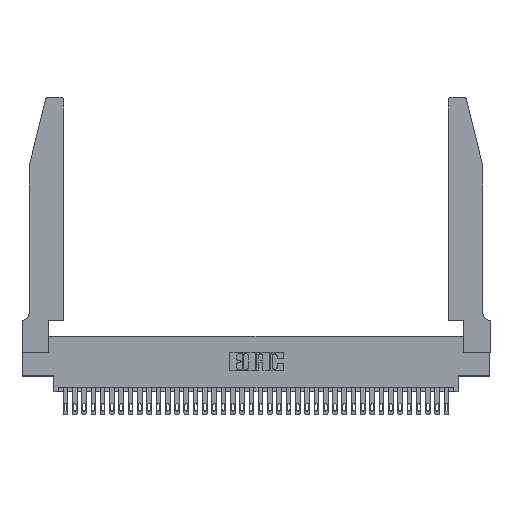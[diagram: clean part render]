
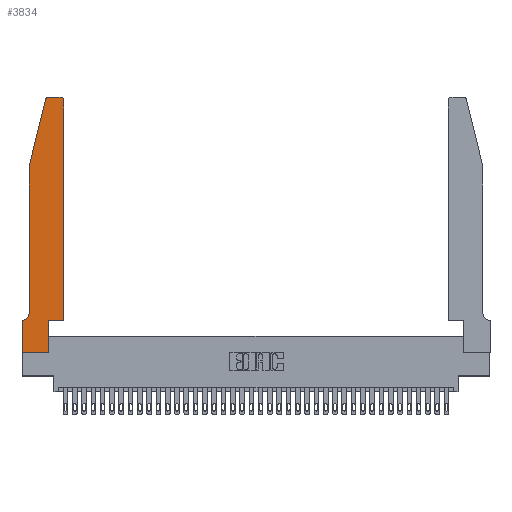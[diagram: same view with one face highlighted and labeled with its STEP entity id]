
A CAD part, top view. The second image highlights one B-rep face of the part: STEP entity #3834.
In plain terms, the highlighted planar face has unit normal (0, 0, 1).
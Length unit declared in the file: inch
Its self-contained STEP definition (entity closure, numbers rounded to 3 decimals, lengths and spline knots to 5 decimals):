
#169 = EDGE_CURVE ( 'NONE', #3005, #28159, #13703, .T. ) ;
#419 = ORIENTED_EDGE ( 'NONE', *, *, #27409, .T. ) ;
#683 = EDGE_CURVE ( 'NONE', #37179, #16780, #11356, .T. ) ;
#743 = LINE ( 'NONE', #36283, #31790 ) ;
#797 = VERTEX_POINT ( 'NONE', #21205 ) ;
#1882 = EDGE_CURVE ( 'NONE', #16935, #2656, #11734, .T. ) ;
#2243 = CARTESIAN_POINT ( 'NONE',  ( 0.0755, 2., 0.37 ) ) ;
#2251 = ORIENTED_EDGE ( 'NONE', *, *, #35391, .T. ) ;
#2387 = DIRECTION ( 'NONE',  ( 0., 0., 1. ) ) ;
#2497 = CARTESIAN_POINT ( 'NONE',  ( 0.4505, 0.35, 0.37 ) ) ;
#2554 = LINE ( 'NONE', #22205, #9402 ) ;
#2656 = VERTEX_POINT ( 'NONE', #18081 ) ;
#3005 = VERTEX_POINT ( 'NONE', #2243 ) ;
#3162 = VERTEX_POINT ( 'NONE', #18755 ) ;
#3834 = ADVANCED_FACE ( 'NONE', ( #9337 ), #14003, .T. ) ;
#4041 = CARTESIAN_POINT ( 'NONE',  ( 0.0055, 0.35, 0.37 ) ) ;
#4374 = CARTESIAN_POINT ( 'NONE',  ( 0.25487, 2.72718, 0.37 ) ) ;
#4570 = VECTOR ( 'NONE', #29428, 39.37008 ) ;
#5308 = CARTESIAN_POINT ( 'NONE',  ( 0.0055, 0.42, 0.37 ) ) ;
#6946 = EDGE_CURVE ( 'NONE', #12492, #11560, #24419, .T. ) ;
#6979 = EDGE_LOOP ( 'NONE', ( #15882, #35029, #18697, #31847, #30291, #23917, #26353, #2251, #30745, #9185, #18853, #419 ) ) ;
#7052 = CARTESIAN_POINT ( 'NONE',  ( 0.4505, 0.35, 0.37 ) ) ;
#7248 = AXIS2_PLACEMENT_3D ( 'NONE', #16162, #10414, #33730 ) ;
#8272 = CIRCLE ( 'NONE', #31768, 0.07 ) ;
#9185 = ORIENTED_EDGE ( 'NONE', *, *, #32515, .T. ) ;
#9337 = FACE_OUTER_BOUND ( 'NONE', #6979, .T. ) ;
#9402 = VECTOR ( 'NONE', #13803, 39.37008 ) ;
#9751 = CIRCLE ( 'NONE', #28758, 0.03 ) ;
#9822 = CARTESIAN_POINT ( 'NONE',  ( 0.2865, 0.35, 0.37 ) ) ;
#10414 = DIRECTION ( 'NONE',  ( 0., 0., 1. ) ) ;
#11356 = LINE ( 'NONE', #14723, #17260 ) ;
#11560 = VERTEX_POINT ( 'NONE', #24352 ) ;
#11734 = LINE ( 'NONE', #2497, #34065 ) ;
#12291 = LINE ( 'NONE', #15334, #16386 ) ;
#12492 = VERTEX_POINT ( 'NONE', #17628 ) ;
#13703 = LINE ( 'NONE', #31342, #4570 ) ;
#13760 = CARTESIAN_POINT ( 'NONE',  ( 0., 0.35, 0.37 ) ) ;
#13803 = DIRECTION ( 'NONE',  ( 0., -1., 0. ) ) ;
#14003 = PLANE ( 'NONE',  #33196 ) ;
#14723 = CARTESIAN_POINT ( 'NONE',  ( 0.0755, 0.35, 0.37 ) ) ;
#14756 = DIRECTION ( 'NONE',  ( 1., 0., 0. ) ) ;
#14783 = LINE ( 'NONE', #7052, #36252 ) ;
#15334 = CARTESIAN_POINT ( 'NONE',  ( 0., 0., 0.37 ) ) ;
#15878 = DIRECTION ( 'NONE',  ( 0., 1., 0. ) ) ;
#15882 = ORIENTED_EDGE ( 'NONE', *, *, #6946, .T. ) ;
#16162 = CARTESIAN_POINT ( 'NONE',  ( 0.284, 2.72, 0.37 ) ) ;
#16386 = VECTOR ( 'NONE', #29600, 39.37008 ) ;
#16625 = EDGE_CURVE ( 'NONE', #28159, #37179, #8272, .T. ) ;
#16780 = VERTEX_POINT ( 'NONE', #32325 ) ;
#16935 = VERTEX_POINT ( 'NONE', #32940 ) ;
#17260 = VECTOR ( 'NONE', #20828, 39.37008 ) ;
#17628 = CARTESIAN_POINT ( 'NONE',  ( 0.4205, 2.75, 0.37 ) ) ;
#17737 = DIRECTION ( 'NONE',  ( -0.239, -0.971, 0. ) ) ;
#18081 = CARTESIAN_POINT ( 'NONE',  ( 0.4505, 2.72, 0.37 ) ) ;
#18697 = ORIENTED_EDGE ( 'NONE', *, *, #33317, .T. ) ;
#18755 = CARTESIAN_POINT ( 'NONE',  ( 0., 0., 0.37 ) ) ;
#18853 = ORIENTED_EDGE ( 'NONE', *, *, #1882, .T. ) ;
#19801 = EDGE_CURVE ( 'NONE', #16780, #3162, #2554, .T. ) ;
#20224 = DIRECTION ( 'NONE',  ( 0., 0., 1. ) ) ;
#20828 = DIRECTION ( 'NONE',  ( -1., 0., 0. ) ) ;
#21205 = CARTESIAN_POINT ( 'NONE',  ( 0.2865, 0., 0.37 ) ) ;
#22205 = CARTESIAN_POINT ( 'NONE',  ( 0., 0., 0.37 ) ) ;
#22759 = DIRECTION ( 'NONE',  ( 0., 1., 0. ) ) ;
#23857 = EDGE_CURVE ( 'NONE', #11560, #32451, #27262, .T. ) ;
#23917 = ORIENTED_EDGE ( 'NONE', *, *, #683, .T. ) ;
#24352 = CARTESIAN_POINT ( 'NONE',  ( 0.284, 2.75, 0.37 ) ) ;
#24419 = LINE ( 'NONE', #26665, #29429 ) ;
#25455 = DIRECTION ( 'NONE',  ( 1., 0., 0. ) ) ;
#25686 = DIRECTION ( 'NONE',  ( -1., 0., 0. ) ) ;
#25833 = CARTESIAN_POINT ( 'NONE',  ( 0.4205, 2.72, 0.37 ) ) ;
#25935 = DIRECTION ( 'NONE',  ( 0., 0., -1. ) ) ;
#26353 = ORIENTED_EDGE ( 'NONE', *, *, #19801, .T. ) ;
#26539 = VECTOR ( 'NONE', #17737, 39.37008 ) ;
#26665 = CARTESIAN_POINT ( 'NONE',  ( 0.2605, 2.75, 0.37 ) ) ;
#27170 = DIRECTION ( 'NONE',  ( -1., 0., 0. ) ) ;
#27262 = CIRCLE ( 'NONE', #7248, 0.03 ) ;
#27409 = EDGE_CURVE ( 'NONE', #2656, #12492, #9751, .T. ) ;
#27419 = DIRECTION ( 'NONE',  ( 1., 0., 0. ) ) ;
#28070 = CARTESIAN_POINT ( 'NONE',  ( 0.0755, 0.42, 0.37 ) ) ;
#28159 = VERTEX_POINT ( 'NONE', #28070 ) ;
#28758 = AXIS2_PLACEMENT_3D ( 'NONE', #25833, #20224, #14756 ) ;
#29217 = CARTESIAN_POINT ( 'NONE',  ( 0.0755, 2., 0.37 ) ) ;
#29428 = DIRECTION ( 'NONE',  ( 0., -1., 0. ) ) ;
#29429 = VECTOR ( 'NONE', #27170, 39.37008 ) ;
#29600 = DIRECTION ( 'NONE',  ( 1., 0., 0. ) ) ;
#29952 = EDGE_CURVE ( 'NONE', #797, #34032, #743, .T. ) ;
#30291 = ORIENTED_EDGE ( 'NONE', *, *, #16625, .T. ) ;
#30745 = ORIENTED_EDGE ( 'NONE', *, *, #29952, .T. ) ;
#31342 = CARTESIAN_POINT ( 'NONE',  ( 0.0755, 2., 0.37 ) ) ;
#31768 = AXIS2_PLACEMENT_3D ( 'NONE', #5308, #25935, #25686 ) ;
#31790 = VECTOR ( 'NONE', #15878, 39.37008 ) ;
#31847 = ORIENTED_EDGE ( 'NONE', *, *, #169, .T. ) ;
#32325 = CARTESIAN_POINT ( 'NONE',  ( 0., 0.35, 0.37 ) ) ;
#32451 = VERTEX_POINT ( 'NONE', #4374 ) ;
#32515 = EDGE_CURVE ( 'NONE', #34032, #16935, #14783, .T. ) ;
#32940 = CARTESIAN_POINT ( 'NONE',  ( 0.4505, 0.35, 0.37 ) ) ;
#33196 = AXIS2_PLACEMENT_3D ( 'NONE', #13760, #2387, #25455 ) ;
#33317 = EDGE_CURVE ( 'NONE', #32451, #3005, #34318, .T. ) ;
#33730 = DIRECTION ( 'NONE',  ( 1., 0., 0. ) ) ;
#34032 = VERTEX_POINT ( 'NONE', #9822 ) ;
#34065 = VECTOR ( 'NONE', #22759, 39.37008 ) ;
#34318 = LINE ( 'NONE', #29217, #26539 ) ;
#35029 = ORIENTED_EDGE ( 'NONE', *, *, #23857, .T. ) ;
#35391 = EDGE_CURVE ( 'NONE', #3162, #797, #12291, .T. ) ;
#36252 = VECTOR ( 'NONE', #27419, 39.37008 ) ;
#36283 = CARTESIAN_POINT ( 'NONE',  ( 0.2865, 0.35, 0.37 ) ) ;
#37179 = VERTEX_POINT ( 'NONE', #4041 ) ;
